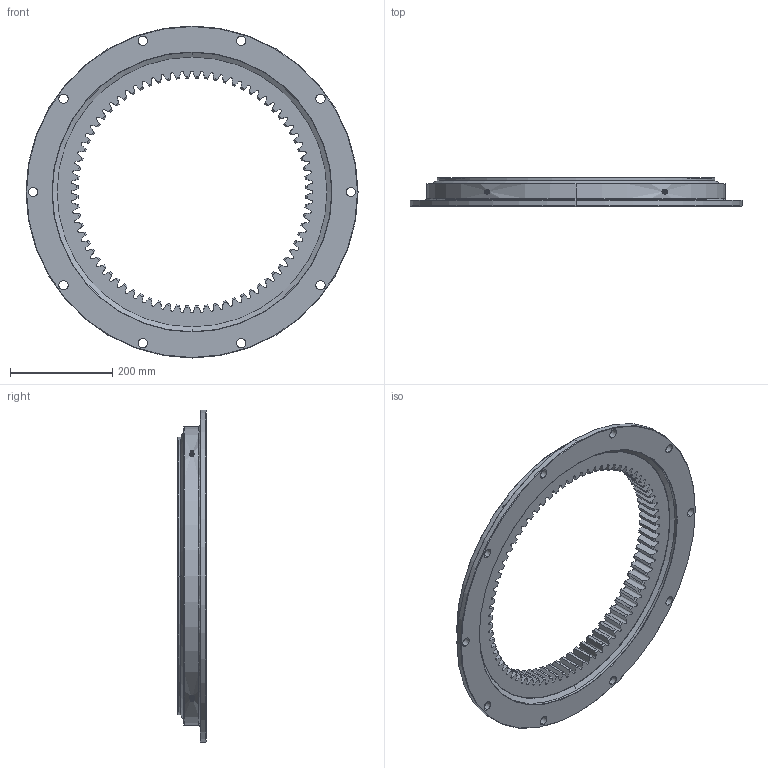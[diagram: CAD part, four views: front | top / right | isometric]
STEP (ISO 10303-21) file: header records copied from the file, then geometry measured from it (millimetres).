
FILE_DESCRIPTION (( 'STEP AP214' ), '1' );
FILE_NAME ('0028359_650L-360-IZ.step', '2017-11-02T14:13:14', ( '' ), ( '' ), 'SwSTEP 2.0', 'SolidWorks 2016', '' );
FILE_SCHEMA (( 'AUTOMOTIVE_DESIGN' ));
Length unit declared in the file: millimetre
Products named in the file (1): 0028359_650L-360-IZ
Bounding box: 648 x 56 x 648 mm (x, y, z)
Surface area: 622551.6 mm2 (no closed solid volume)
Topology: 0 solids, 12 shells, 461 faces, 1368 edges, 904 vertices
Faces by surface type: cone 184, cylinder 136, bspline 108, plane 33
Entity records: 32109 total; most frequent: CARTESIAN_POINT 15594, ORIENTED_EDGE 2576, DIRECTION 2114, EDGE_CURVE 1352, AXIS2_PLACEMENT_3D 928, VERTEX_POINT 904, CIRCLE 574, B_SPLINE_CURVE_WITH_KNOTS 520
